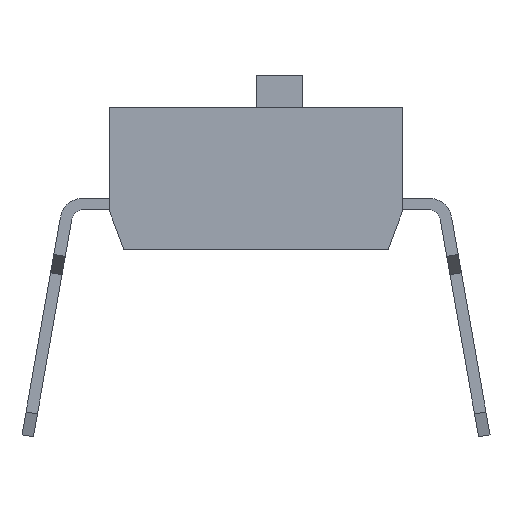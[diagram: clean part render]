
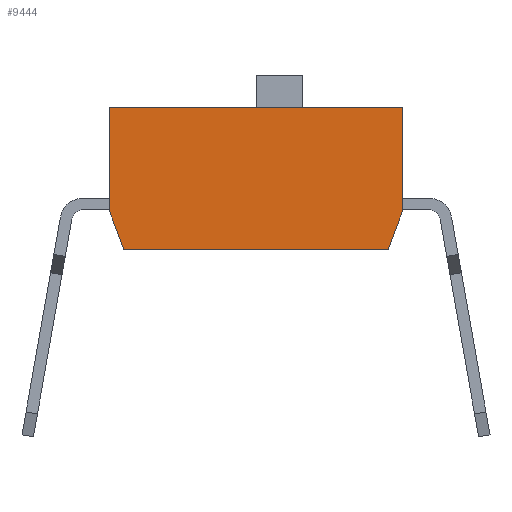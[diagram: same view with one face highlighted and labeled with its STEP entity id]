
A CAD part, left-side view. The second image highlights one B-rep face of the part: STEP entity #9444.
In plain terms, the highlighted planar face has unit normal (-1, 0, 0).
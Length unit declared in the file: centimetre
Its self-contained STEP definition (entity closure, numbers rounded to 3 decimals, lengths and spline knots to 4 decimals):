
#795=FACE_OUTER_BOUND('',#1318,.T.);
#1318=EDGE_LOOP('',(#8563,#8564,#8565,#8566,#8567,#8568));
#2362=LINE('',#15659,#3497);
#2497=LINE('',#15933,#3632);
#2501=LINE('',#15942,#3636);
#2505=LINE('',#15949,#3640);
#2508=LINE('',#15953,#3643);
#2510=LINE('',#15957,#3645);
#3497=VECTOR('',#11720,1.);
#3632=VECTOR('',#11975,1.);
#3636=VECTOR('',#11981,1.);
#3640=VECTOR('',#11987,1.);
#3643=VECTOR('',#11992,1.);
#3645=VECTOR('',#11998,1.);
#4451=VERTEX_POINT('',#15656);
#4452=VERTEX_POINT('',#15658);
#4530=VERTEX_POINT('',#15931);
#4531=VERTEX_POINT('',#15932);
#4534=VERTEX_POINT('',#15940);
#4535=VERTEX_POINT('',#15941);
#5734=EDGE_CURVE('',#4452,#4451,#2362,.T.);
#5869=EDGE_CURVE('',#4530,#4531,#2497,.T.);
#5873=EDGE_CURVE('',#4534,#4535,#2501,.T.);
#5877=EDGE_CURVE('',#4530,#4451,#2505,.T.);
#5880=EDGE_CURVE('',#4535,#4452,#2508,.T.);
#5882=EDGE_CURVE('',#4534,#4531,#2510,.T.);
#8563=ORIENTED_EDGE('',*,*,#5869,.T.);
#8564=ORIENTED_EDGE('',*,*,#5882,.F.);
#8565=ORIENTED_EDGE('',*,*,#5873,.T.);
#8566=ORIENTED_EDGE('',*,*,#5880,.T.);
#8567=ORIENTED_EDGE('',*,*,#5734,.T.);
#8568=ORIENTED_EDGE('',*,*,#5877,.F.);
#8955=PLANE('',#9926);
#9444=ADVANCED_FACE('',(#795),#8955,.T.);
#9926=AXIS2_PLACEMENT_3D('',#15956,#11996,#11997);
#11720=DIRECTION('',(0.,1.,0.));
#11975=DIRECTION('',(0.,-0.351,-0.936));
#11981=DIRECTION('',(0.,-0.351,0.936));
#11987=DIRECTION('',(0.,0.,1.));
#11992=DIRECTION('',(0.,0.,1.));
#11996=DIRECTION('center_axis',(-1.,0.,0.));
#11997=DIRECTION('ref_axis',(0.,0.,1.));
#11998=DIRECTION('',(0.,1.,0.));
#15656=CARTESIAN_POINT('',(-0.941,0.315,0.305));
#15658=CARTESIAN_POINT('',(-0.941,-0.315,0.305));
#15659=CARTESIAN_POINT('',(-0.941,-0.315,0.305));
#15931=CARTESIAN_POINT('',(-0.941,0.315,0.08));
#15932=CARTESIAN_POINT('',(-0.941,0.285,0.));
#15933=CARTESIAN_POINT('',(-0.941,0.263,-0.0586));
#15940=CARTESIAN_POINT('',(-0.941,-0.285,0.));
#15941=CARTESIAN_POINT('',(-0.941,-0.315,0.08));
#15942=CARTESIAN_POINT('',(-0.941,-0.2868,0.0049));
#15949=CARTESIAN_POINT('',(-0.941,0.315,0.));
#15953=CARTESIAN_POINT('',(-0.941,-0.315,0.));
#15956=CARTESIAN_POINT('Origin',(-0.941,-0.315,0.));
#15957=CARTESIAN_POINT('',(-0.941,-0.315,0.));
